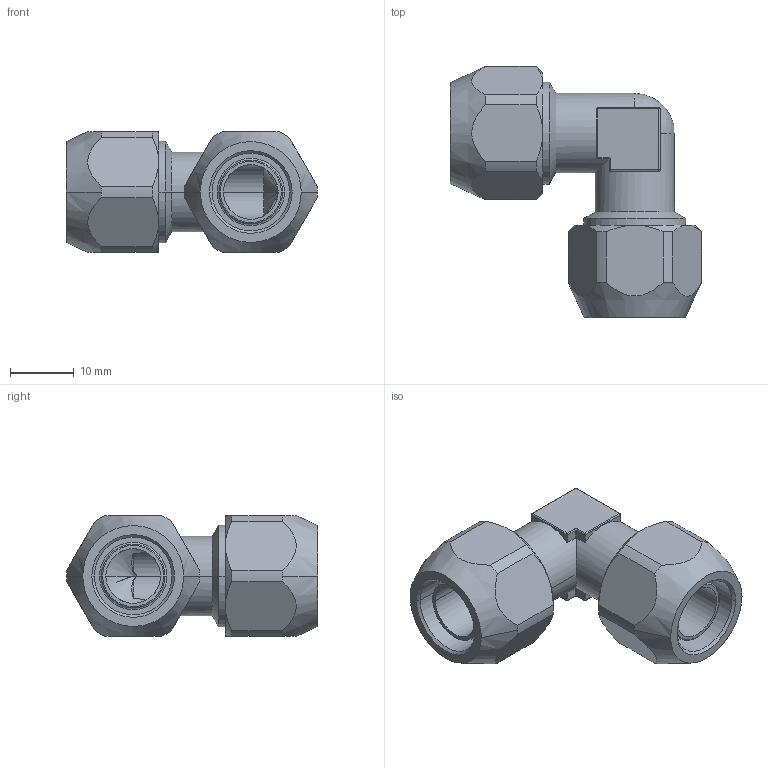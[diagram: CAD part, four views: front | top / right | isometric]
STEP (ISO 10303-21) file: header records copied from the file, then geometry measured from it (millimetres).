
FILE_DESCRIPTION(( 'CX.20.12.12.stp' ), '1');
FILE_NAME( 'CX.20.12.12.stp', '2018-08-24T14:34:42',( 'Sopra'),('sopra-pneumatic.com'), 'SwSTEP 2.0','SolidWorks 2009','' );
FILE_SCHEMA(('CONFIG_CONTROL_DESIGN'));
Length unit declared in the file: millimetre
Products named in the file (1): 362144B_155X4-12-10
Bounding box: 39.5 x 39.5 x 19 mm (x, y, z)
Volume: 8133.2 mm3; surface area: 6305.1 mm2
Topology: 1 solids, 1 shells, 139 faces, 329 edges, 195 vertices
Faces by surface type: cylinder 56, plane 34, cone 28, sphere 11, torus 10
Entity records: 4263 total; most frequent: CARTESIAN_POINT 1051, DIRECTION 692, ORIENTED_EDGE 652, EDGE_CURVE 326, AXIS2_PLACEMENT_3D 289, VERTEX_POINT 195, CIRCLE 150, EDGE_LOOP 147
